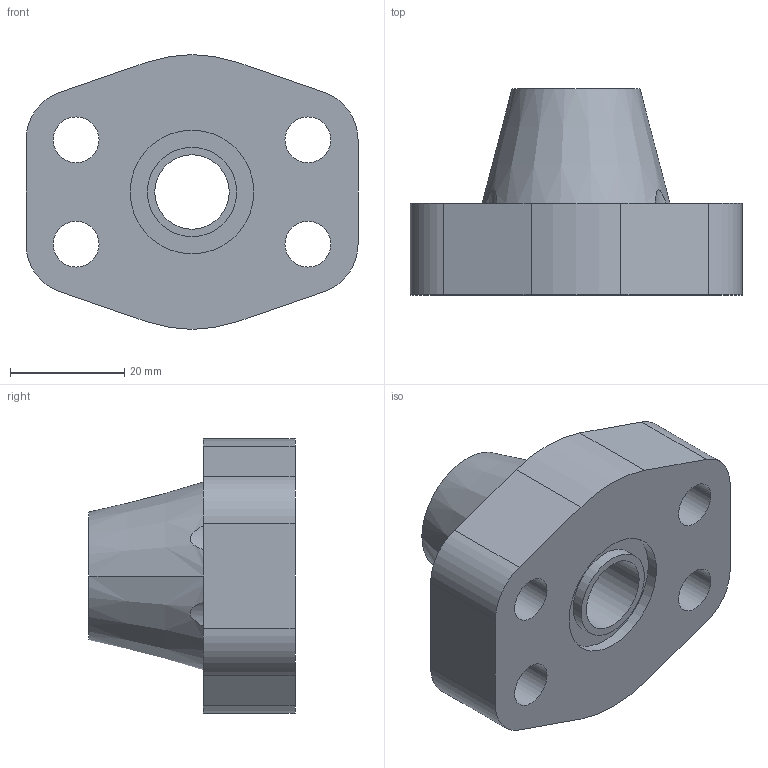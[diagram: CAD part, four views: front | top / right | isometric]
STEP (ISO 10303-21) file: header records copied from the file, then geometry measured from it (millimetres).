
FILE_DESCRIPTION(('STEP AP214'),'1');
FILE_NAME('b4-012.stp','2021-01-28T15:39:22',('TraceParts'),('TraceParts S.A.'),'Spatial InterOp 3D',' ',' ');
FILE_SCHEMA(('AUTOMOTIVE_DESIGN { 1 0 10303 214 1 1 1 1 }'));
Length unit declared in the file: millimetre
Products named in the file (1): b4-012
Bounding box: 58 x 36 x 48 mm (x, y, z)
Volume: 38537.8 mm3; surface area: 11633.6 mm2
Topology: 1 solids, 1 shells, 43 faces, 108 edges, 70 vertices
Faces by surface type: cylinder 26, plane 11, cone 6
Entity records: 1439 total; most frequent: CARTESIAN_POINT 322, DIRECTION 250, ORIENTED_EDGE 216, EDGE_CURVE 108, AXIS2_PLACEMENT_3D 102, VERTEX_POINT 70, CIRCLE 58, EDGE_LOOP 56
